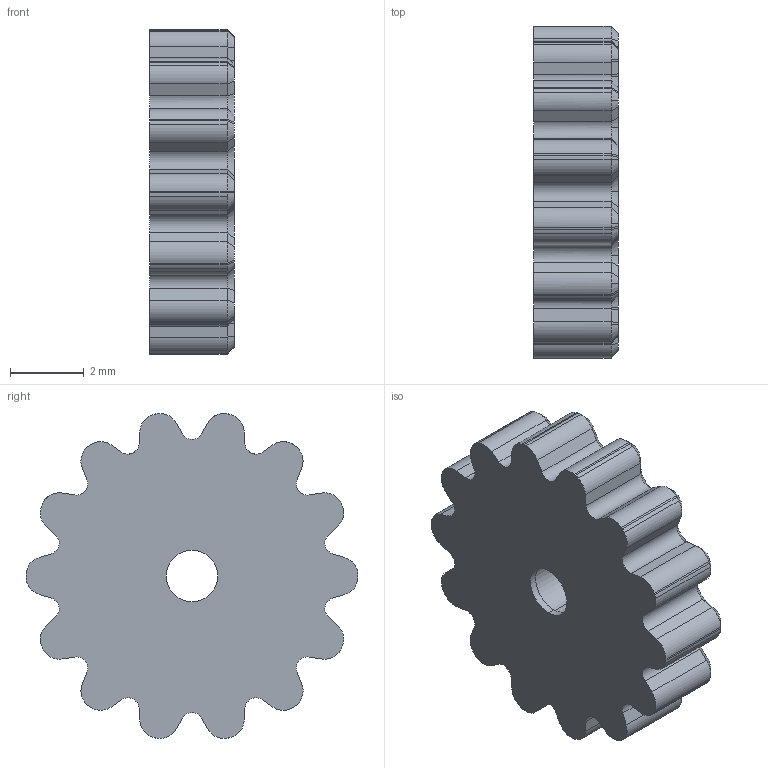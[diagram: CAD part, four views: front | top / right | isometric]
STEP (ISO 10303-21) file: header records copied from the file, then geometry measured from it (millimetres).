
FILE_DESCRIPTION (( 'STEP AP214' ), '1' );
FILE_NAME ('WS24-016-002.STEP', '2024-12-13T08:02:26', ( '' ), ( '' ), 'SwSTEP 2.0', 'SolidWorks 2022', '' );
FILE_SCHEMA (( 'AUTOMOTIVE_DESIGN' ));
Length unit declared in the file: millimetre
Products named in the file (1): WS24-016-002
Bounding box: 2.3 x 9 x 8.81 mm (x, y, z)
Volume: 120 mm3; surface area: 196.6 mm2
Topology: 1 solids, 1 shells, 202 faces, 510 edges, 311 vertices
Faces by surface type: cylinder 74, cone 69, plane 59
Entity records: 6083 total; most frequent: DIRECTION 1143, CARTESIAN_POINT 1024, ORIENTED_EDGE 1020, EDGE_CURVE 510, AXIS2_PLACEMENT_3D 430, VERTEX_POINT 311, LINE 283, VECTOR 283
